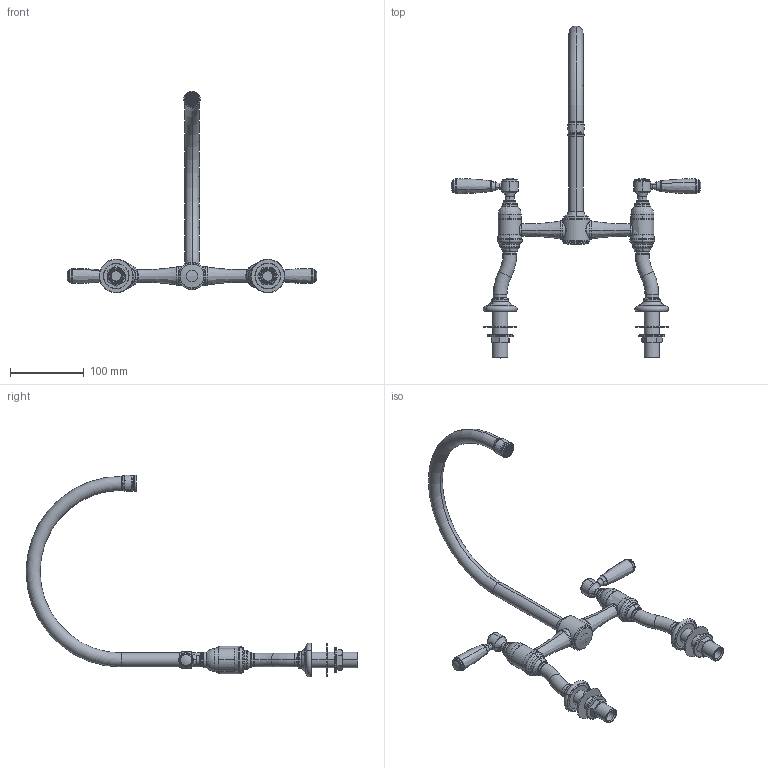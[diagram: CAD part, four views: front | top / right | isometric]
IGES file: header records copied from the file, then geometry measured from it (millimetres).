
Global section: file name: No Iges File Name specified; native system: Autodesk Inventor 2010; preprocessor: AutoDesk Inventor Iges Exporter R2010; author: adaniels; date: 20101203.145440; units: millimetre
Bounding box: 339.4 x 450.73 x 274.04 mm (x, y, z)
Volume: 303968.2 mm3; surface area: 215487 mm2
Topology: 61 solids, 61 shells, 3400 faces, 8562 edges, 5383 vertices
Faces by surface type: plane 1610, cylinder 764, revolution 416, bspline 250, torus 235, cone 114, sphere 11
